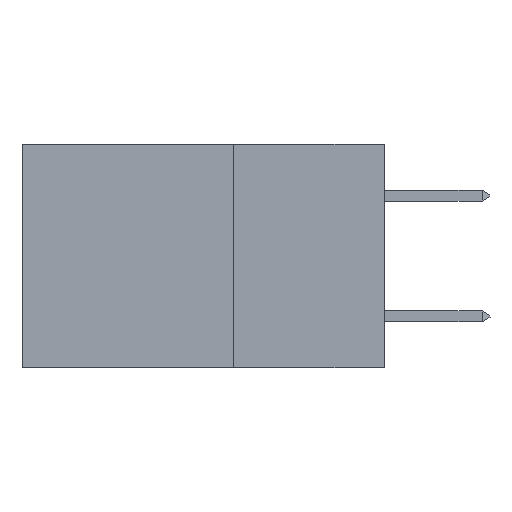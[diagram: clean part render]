
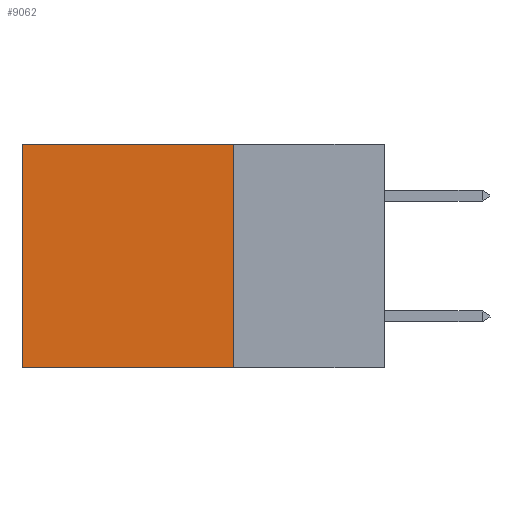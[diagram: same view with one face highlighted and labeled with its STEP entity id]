
A CAD part, left-side view. The second image highlights one B-rep face of the part: STEP entity #9062.
In plain terms, the highlighted planar face has unit normal (-1, 0, 0).
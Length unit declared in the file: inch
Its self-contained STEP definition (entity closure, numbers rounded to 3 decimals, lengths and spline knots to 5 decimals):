
#109 = CARTESIAN_POINT ( 'NONE',  ( 0.2875, 0.6, -0.37 ) ) ;
#277 = VECTOR ( 'NONE', #12638, 39.37008 ) ;
#542 = CARTESIAN_POINT ( 'NONE',  ( 0.2875, 0.6, 0. ) ) ;
#745 = VERTEX_POINT ( 'NONE', #6436 ) ;
#1026 = ORIENTED_EDGE ( 'NONE', *, *, #12525, .F. ) ;
#1701 = CARTESIAN_POINT ( 'NONE',  ( 0.2875, 0.25, 0. ) ) ;
#1959 = DIRECTION ( 'NONE',  ( 0., 0., -1. ) ) ;
#2290 = VERTEX_POINT ( 'NONE', #109 ) ;
#3072 = CARTESIAN_POINT ( 'NONE',  ( 0.2875, 0.25, 0. ) ) ;
#3924 = VERTEX_POINT ( 'NONE', #14308 ) ;
#4624 = DIRECTION ( 'NONE',  ( 0., 1., 0. ) ) ;
#5724 = VECTOR ( 'NONE', #4624, 39.37008 ) ;
#5961 = PLANE ( 'NONE',  #16833 ) ;
#6025 = DIRECTION ( 'NONE',  ( 0., 0., -1. ) ) ;
#6296 = VECTOR ( 'NONE', #1959, 39.37008 ) ;
#6436 = CARTESIAN_POINT ( 'NONE',  ( 0.2875, 0.6, 0. ) ) ;
#6883 = CARTESIAN_POINT ( 'NONE',  ( 0.2875, 0.25, -0.37 ) ) ;
#8550 = LINE ( 'NONE', #1701, #5724 ) ;
#8938 = ORIENTED_EDGE ( 'NONE', *, *, #16015, .T. ) ;
#9062 = ADVANCED_FACE ( 'NONE', ( #15720 ), #5961, .F. ) ;
#9103 = EDGE_CURVE ( 'NONE', #9939, #745, #8550, .T. ) ;
#9939 = VERTEX_POINT ( 'NONE', #13322 ) ;
#11075 = ORIENTED_EDGE ( 'NONE', *, *, #9103, .T. ) ;
#11316 = CARTESIAN_POINT ( 'NONE',  ( 0.2875, 0.25, 0. ) ) ;
#11846 = LINE ( 'NONE', #11316, #277 ) ;
#12525 = EDGE_CURVE ( 'NONE', #3924, #2290, #14052, .T. ) ;
#12638 = DIRECTION ( 'NONE',  ( 0., 0., -1. ) ) ;
#13322 = CARTESIAN_POINT ( 'NONE',  ( 0.2875, 0.25, 0. ) ) ;
#13407 = LINE ( 'NONE', #542, #6296 ) ;
#13860 = EDGE_CURVE ( 'NONE', #9939, #3924, #11846, .T. ) ;
#14052 = LINE ( 'NONE', #6883, #17816 ) ;
#14067 = DIRECTION ( 'NONE',  ( 1., 0., 0. ) ) ;
#14308 = CARTESIAN_POINT ( 'NONE',  ( 0.2875, 0.25, -0.37 ) ) ;
#14853 = DIRECTION ( 'NONE',  ( 0., 1., 0. ) ) ;
#15720 = FACE_OUTER_BOUND ( 'NONE', #17483, .T. ) ;
#16015 = EDGE_CURVE ( 'NONE', #745, #2290, #13407, .T. ) ;
#16833 = AXIS2_PLACEMENT_3D ( 'NONE', #3072, #14067, #6025 ) ;
#17483 = EDGE_LOOP ( 'NONE', ( #8938, #1026, #17777, #11075 ) ) ;
#17777 = ORIENTED_EDGE ( 'NONE', *, *, #13860, .F. ) ;
#17816 = VECTOR ( 'NONE', #14853, 39.37008 ) ;
